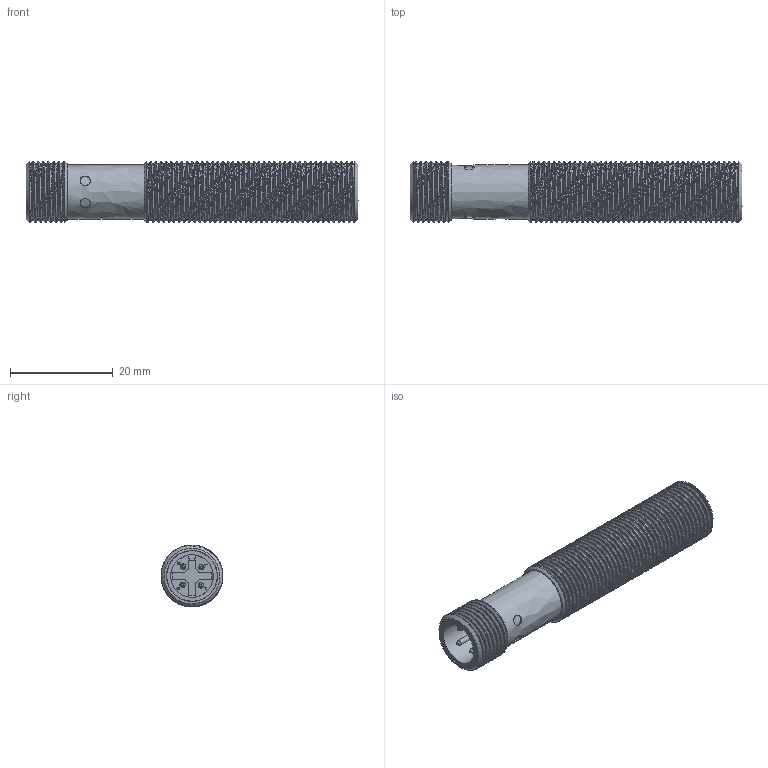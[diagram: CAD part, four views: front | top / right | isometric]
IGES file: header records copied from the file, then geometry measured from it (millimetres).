
Global section: file name: US12 MXXX; native system: Autodesk Inventor 2020; preprocessor: unknown; author: C. Kuhn; organization: di-soric GmbH & Co. KG; date: 20200707.070837; units: millimetre
Bounding box: 64.51 x 12.01 x 12.02 mm (x, y, z)
Volume: 5101.3 mm3; surface area: 4610.7 mm2
Topology: 1 solids, 6 shells, 233 faces, 617 edges, 416 vertices
Faces by surface type: bspline 233
